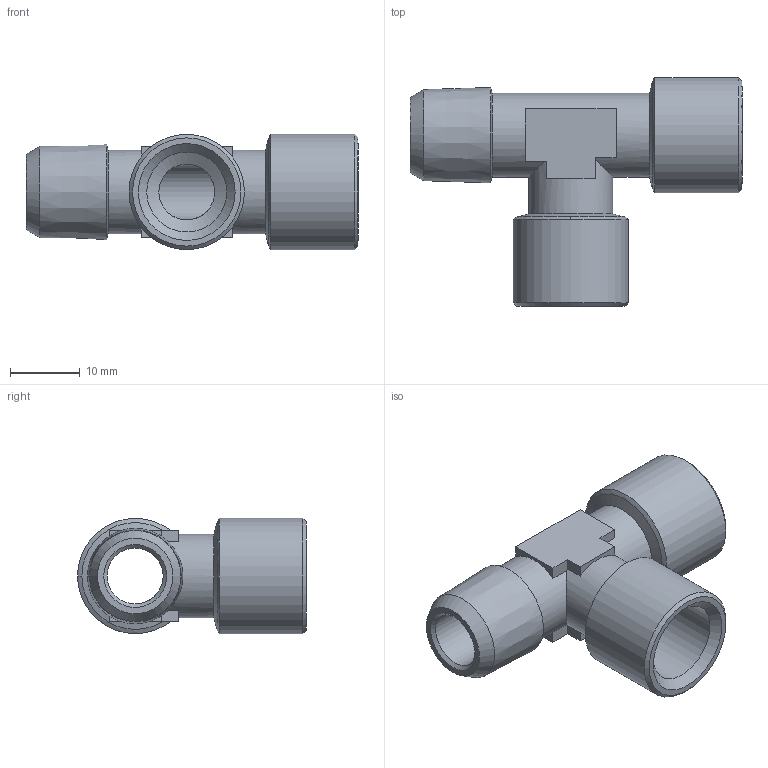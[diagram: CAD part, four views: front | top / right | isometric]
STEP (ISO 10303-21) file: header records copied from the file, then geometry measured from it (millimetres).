
FILE_DESCRIPTION (( 'STEP AP214' ), '1' );
FILE_NAME ('0405000010300A.STEP', '2013-08-07T15:08:42', ( 'ST01' ), ( '' ), 'SwSTEP 2.0', 'SolidWorks 2012', '' );
FILE_SCHEMA (( 'AUTOMOTIVE_DESIGN' ));
Length unit declared in the file: millimetre
Products named in the file (1): 0405000010300A
Bounding box: 47.5 x 32.75 x 16.5 mm (x, y, z)
Volume: 5888.7 mm3; surface area: 5290.7 mm2
Topology: 1 solids, 1 shells, 45 faces, 113 edges, 71 vertices
Faces by surface type: plane 21, cone 12, cylinder 8, bspline 4
Full cylindrical faces by diameter (mm): 8 x2, 11.445 x2, 12 x2, 16.5 x2
Entity records: 1285 total; most frequent: CARTESIAN_POINT 287, DIRECTION 202, ORIENTED_EDGE 176, EDGE_CURVE 88, AXIS2_PLACEMENT_3D 80, EDGE_LOOP 70, VERTEX_POINT 66, FACE_OUTER_BOUND 53
